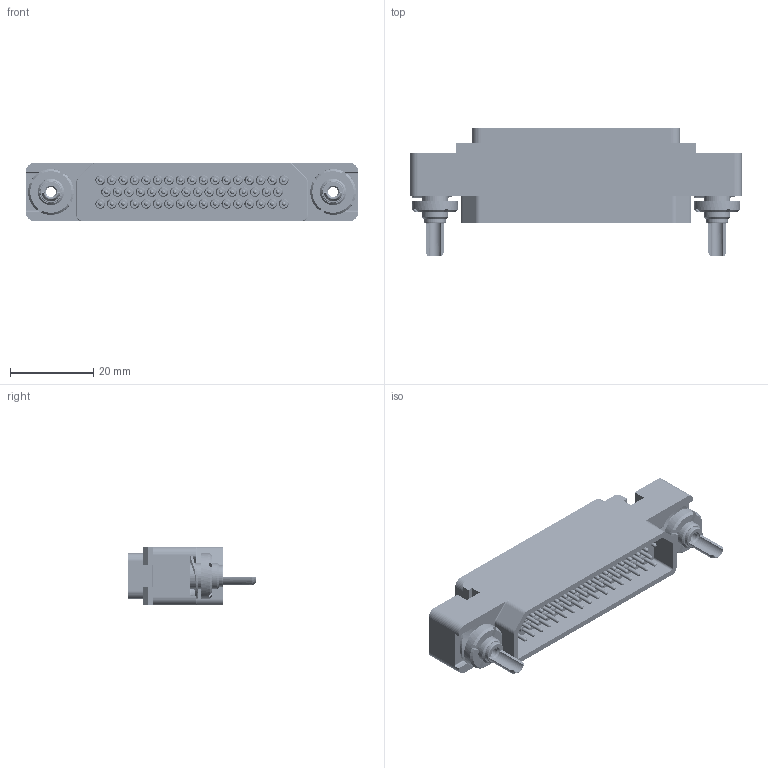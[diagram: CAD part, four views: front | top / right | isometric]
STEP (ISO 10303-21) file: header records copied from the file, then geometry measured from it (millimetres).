
FILE_DESCRIPTION((''),'2;1');
FILE_NAME('1900ND01P1B00E','2019-10-25T',('presta_be4'),(''),'CREO PARAMETRIC BY PTC INC, 2018360','CREO PARAMETRIC BY PTC INC, 2018360','');
FILE_SCHEMA(('CONFIG_CONTROL_DESIGN'));
Products named in the file (1): 1900ND01P1B00E
Bounding box: 80 x 30.77 x 14 mm (x, y, z)
Volume: 12841 mm3; surface area: 21731.5 mm2
Topology: 1 solids, 51 shells, 8641 faces, 19281 edges, 11318 vertices
Faces by surface type: cylinder 2976, plane 2135, cone 1742, torus 1532, sphere 200, bspline 30, extrusion 26
Entity records: 271801 total; most frequent: CARTESIAN_POINT 74849, DIRECTION 45383, ORIENTED_EDGE 38154, EDGE_CURVE 19077, AXIS2_PLACEMENT_3D 18344, VERTEX_POINT 11318, CIRCLE 9759, EDGE_LOOP 9733
